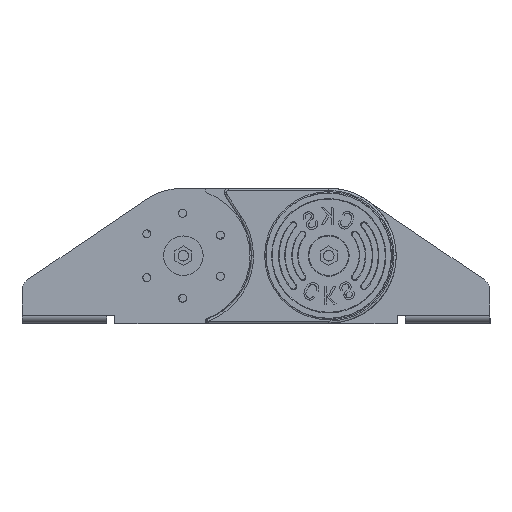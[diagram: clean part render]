
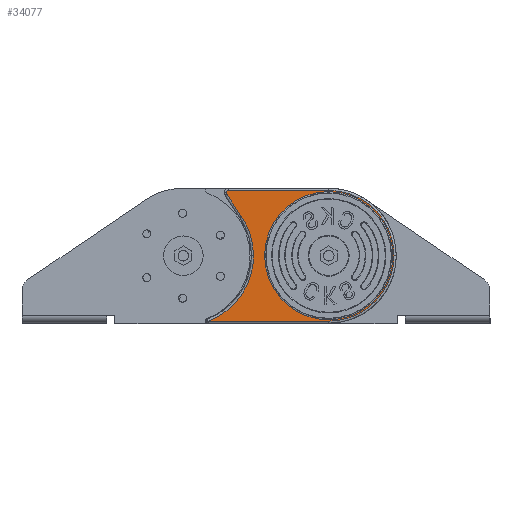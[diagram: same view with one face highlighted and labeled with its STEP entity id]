
A CAD part, top view. The second image highlights one B-rep face of the part: STEP entity #34077.
In plain terms, the highlighted planar face has unit normal (0, 0, 1).
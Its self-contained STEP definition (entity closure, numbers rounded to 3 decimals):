
#36 = EDGE_CURVE ( 'NONE', #12373, #47356, #26609, .T. ) ;
#1539 = CARTESIAN_POINT ( 'NONE',  ( -14.955, -41.573, -78.955 ) ) ;
#2158 = VERTEX_POINT ( 'NONE', #20550 ) ;
#2292 = VECTOR ( 'NONE', #8893, 1000. ) ;
#2322 = CARTESIAN_POINT ( 'NONE',  ( -20.142, 49.615, -78.955 ) ) ;
#2952 = CARTESIAN_POINT ( 'NONE',  ( 55.708, 0.201, -78.955 ) ) ;
#3556 = CARTESIAN_POINT ( 'NONE',  ( -1.172, 0.201, -78.955 ) ) ;
#3563 = FACE_OUTER_BOUND ( 'NONE', #53887, .T. ) ;
#3616 = ORIENTED_EDGE ( 'NONE', *, *, #49328, .F. ) ;
#3654 = CARTESIAN_POINT ( 'NONE',  ( 55.708, -49.213, -78.955 ) ) ;
#3720 = CARTESIAN_POINT ( 'NONE',  ( 53.986, -49.213, -78.955 ) ) ;
#4064 =( BOUNDED_CURVE ( )  B_SPLINE_CURVE ( 3, ( #24076, #19093, #41002, #6079 ),
 .UNSPECIFIED., .F., .T. ) 
 B_SPLINE_CURVE_WITH_KNOTS ( ( 4, 4 ),
 ( 0., 0.287 ),
 .UNSPECIFIED. ) 
 CURVE ( )  GEOMETRIC_REPRESENTATION_ITEM ( )  RATIONAL_B_SPLINE_CURVE ( ( 1., 0.9, 0.828, 0.786 ) ) 
 REPRESENTATION_ITEM ( '' )  );
#4930 = VERTEX_POINT ( 'NONE', #40934 ) ;
#5345 = CARTESIAN_POINT ( 'NONE',  ( -1.172, -23.39, -78.955 ) ) ;
#6079 = CARTESIAN_POINT ( 'NONE',  ( -21.789, 47.968, -78.955 ) ) ;
#6171 = VERTEX_POINT ( 'NONE', #44329 ) ;
#6330 = CARTESIAN_POINT ( 'NONE',  ( 46.749, -57.734, -78.955 ) ) ;
#6898 = ORIENTED_EDGE ( 'NONE', *, *, #45937, .F. ) ;
#7881 = CARTESIAN_POINT ( 'NONE',  ( 55.708, 49.615, -78.955 ) ) ;
#8893 = DIRECTION ( 'NONE',  ( 1., 0., 0. ) ) ;
#8960 = VERTEX_POINT ( 'NONE', #38425 ) ;
#8992 = EDGE_CURVE ( 'NONE', #8960, #2158, #41239, .T. ) ;
#9949 =( BOUNDED_CURVE ( )  B_SPLINE_CURVE ( 3, ( #3556, #11979, #33921, #39278 ),
 .UNSPECIFIED., .F., .F. ) 
 B_SPLINE_CURVE_WITH_KNOTS ( ( 4, 4 ),
 ( 0.659, 1. ),
 .UNSPECIFIED. ) 
 CURVE ( )  GEOMETRIC_REPRESENTATION_ITEM ( )  RATIONAL_B_SPLINE_CURVE ( ( 0.827, 0.855, 0.913, 1. ) ) 
 REPRESENTATION_ITEM ( '' )  );
#10212 = EDGE_CURVE ( 'NONE', #46847, #8960, #54282, .T. ) ;
#10821 = CIRCLE ( 'NONE', #42922, 48.481 ) ;
#10825 = CARTESIAN_POINT ( 'NONE',  ( 104.189, 0.201, -78.955 ) ) ;
#11979 = CARTESIAN_POINT ( 'NONE',  ( -1.172, 11.251, -78.955 ) ) ;
#12373 = VERTEX_POINT ( 'NONE', #41438 ) ;
#13694 = ORIENTED_EDGE ( 'NONE', *, *, #27791, .F. ) ;
#14280 = CARTESIAN_POINT ( 'NONE',  ( 105.122, -32.742, -78.955 ) ) ;
#14661 = CARTESIAN_POINT ( 'NONE',  ( 55.708, 0.201, -78.955 ) ) ;
#14672 = ORIENTED_EDGE ( 'NONE', *, *, #10212, .F. ) ;
#14734 = EDGE_CURVE ( 'NONE', #43695, #21044, #38513, .T. ) ;
#16273 =( BOUNDED_CURVE ( )  B_SPLINE_CURVE ( 3, ( #40269, #14280, #44301, #18323 ),
 .UNSPECIFIED., .F., .T. ) 
 B_SPLINE_CURVE_WITH_KNOTS ( ( 4, 4 ),
 ( 0.5, 1. ),
 .UNSPECIFIED. ) 
 CURVE ( )  GEOMETRIC_REPRESENTATION_ITEM ( )  RATIONAL_B_SPLINE_CURVE ( ( 0.5, 0.5, 0.667, 1. ) ) 
 REPRESENTATION_ITEM ( '' )  );
#16278 = VECTOR ( 'NONE', #25546, 1000. ) ;
#17872 = ORIENTED_EDGE ( 'NONE', *, *, #14734, .F. ) ;
#17958 = FACE_BOUND ( 'NONE', #49258, .T. ) ;
#18323 = CARTESIAN_POINT ( 'NONE',  ( 55.708, -49.213, -78.955 ) ) ;
#19093 = CARTESIAN_POINT ( 'NONE',  ( -21.69, 47.327, -78.955 ) ) ;
#20149 = DIRECTION ( 'NONE',  ( 0., 0., -1. ) ) ;
#20499 = CARTESIAN_POINT ( 'NONE',  ( -21.789, 47.968, -78.955 ) ) ;
#20550 = CARTESIAN_POINT ( 'NONE',  ( 105.122, 0.201, -78.955 ) ) ;
#20895 = DIRECTION ( 'NONE',  ( 1., 0., 0. ) ) ;
#21044 = VERTEX_POINT ( 'NONE', #54281 ) ;
#21334 = DIRECTION ( 'NONE',  ( 0., 0., 1. ) ) ;
#23159 = CARTESIAN_POINT ( 'NONE',  ( -1.172, 0.201, -78.955 ) ) ;
#23981 = EDGE_CURVE ( 'NONE', #32930, #12373, #42923, .T. ) ;
#24076 = CARTESIAN_POINT ( 'NONE',  ( -21.522, 47.069, -78.955 ) ) ;
#24746 = VERTEX_POINT ( 'NONE', #10825 ) ;
#24922 = VECTOR ( 'NONE', #50082, 1000. ) ;
#25487 = CARTESIAN_POINT ( 'NONE',  ( 105.122, 0.201, -78.955 ) ) ;
#25546 = DIRECTION ( 'NONE',  ( -1., 0., 0. ) ) ;
#26609 =( BOUNDED_CURVE ( )  B_SPLINE_CURVE ( 3, ( #49256, #1539, #5345, #23159 ),
 .UNSPECIFIED., .F., .F. ) 
 B_SPLINE_CURVE_WITH_KNOTS ( ( 4, 4 ),
 ( 0., 0.659 ),
 .UNSPECIFIED. ) 
 CURVE ( )  GEOMETRIC_REPRESENTATION_ITEM ( )  RATIONAL_B_SPLINE_CURVE ( ( 1., 0.831, 0.773, 0.827 ) ) 
 REPRESENTATION_ITEM ( '' )  );
#27303 = CARTESIAN_POINT ( 'NONE',  ( -20.142, 49.615, -78.955 ) ) ;
#27791 = EDGE_CURVE ( 'NONE', #4930, #24746, #10821, .T. ) ;
#29282 = CARTESIAN_POINT ( 'NONE',  ( 80.415, 49.615, -78.955 ) ) ;
#31449 = EDGE_CURVE ( 'NONE', #21044, #6171, #4064, .T. ) ;
#32930 = VERTEX_POINT ( 'NONE', #3654 ) ;
#33785 = ORIENTED_EDGE ( 'NONE', *, *, #8992, .F. ) ;
#33921 = CARTESIAN_POINT ( 'NONE',  ( -4.536, 21.427, -78.955 ) ) ;
#34077 = ADVANCED_FACE ( 'NONE', ( #3563, #17958 ), #55261, .F. ) ;
#35038 = CARTESIAN_POINT ( 'NONE',  ( 53.986, 49.615, -78.955 ) ) ;
#36739 = CARTESIAN_POINT ( 'NONE',  ( -1.172, 0.201, -78.955 ) ) ;
#37101 = EDGE_CURVE ( 'NONE', #2158, #32930, #16273, .T. ) ;
#37423 = CARTESIAN_POINT ( 'NONE',  ( -21.789, 48.98, -78.955 ) ) ;
#38425 = CARTESIAN_POINT ( 'NONE',  ( 55.708, 49.615, -78.955 ) ) ;
#38513 = LINE ( 'NONE', #6330, #24922 ) ;
#39278 = CARTESIAN_POINT ( 'NONE',  ( -10.383, 29.97, -78.955 ) ) ;
#40269 = CARTESIAN_POINT ( 'NONE',  ( 105.122, 0.201, -78.955 ) ) ;
#40934 = CARTESIAN_POINT ( 'NONE',  ( 7.228, 0.201, -78.955 ) ) ;
#41002 = CARTESIAN_POINT ( 'NONE',  ( -21.789, 47.633, -78.955 ) ) ;
#41239 =( BOUNDED_CURVE ( )  B_SPLINE_CURVE ( 3, ( #7881, #29282, #55661, #25487 ),
 .UNSPECIFIED., .F., .F. ) 
 B_SPLINE_CURVE_WITH_KNOTS ( ( 4, 4 ),
 ( 0., 0.5 ),
 .UNSPECIFIED. ) 
 CURVE ( )  GEOMETRIC_REPRESENTATION_ITEM ( )  RATIONAL_B_SPLINE_CURVE ( ( 1., 0.667, 0.5, 0.5 ) ) 
 REPRESENTATION_ITEM ( '' )  );
#41387 = DIRECTION ( 'NONE',  ( 0., 0., 1. ) ) ;
#41438 = CARTESIAN_POINT ( 'NONE',  ( -35.538, -49.213, -78.955 ) ) ;
#42922 = AXIS2_PLACEMENT_3D ( 'NONE', #2952, #21334, #55514 ) ;
#42923 = LINE ( 'NONE', #3720, #16278 ) ;
#43695 = VERTEX_POINT ( 'NONE', #48211 ) ;
#44301 = CARTESIAN_POINT ( 'NONE',  ( 80.415, -49.213, -78.955 ) ) ;
#44329 = CARTESIAN_POINT ( 'NONE',  ( -21.789, 47.968, -78.955 ) ) ;
#44859 = AXIS2_PLACEMENT_3D ( 'NONE', #14661, #41387, #49615 ) ;
#45937 = EDGE_CURVE ( 'NONE', #6171, #46847, #47051, .T. ) ;
#46847 = VERTEX_POINT ( 'NONE', #27303 ) ;
#46905 = EDGE_CURVE ( 'NONE', #24746, #4930, #52881, .T. ) ;
#47051 =( BOUNDED_CURVE ( )  B_SPLINE_CURVE ( 3, ( #20499, #37423, #50662, #2322 ),
 .UNSPECIFIED., .F., .T. ) 
 B_SPLINE_CURVE_WITH_KNOTS ( ( 4, 4 ),
 ( 0.287, 1. ),
 .UNSPECIFIED. ) 
 CURVE ( )  GEOMETRIC_REPRESENTATION_ITEM ( )  RATIONAL_B_SPLINE_CURVE ( ( 0.786, 0.68, 0.751, 1. ) ) 
 REPRESENTATION_ITEM ( '' )  );
#47356 = VERTEX_POINT ( 'NONE', #36739 ) ;
#48211 = CARTESIAN_POINT ( 'NONE',  ( -10.383, 29.97, -78.955 ) ) ;
#49256 = CARTESIAN_POINT ( 'NONE',  ( -35.538, -49.213, -78.955 ) ) ;
#49258 = EDGE_LOOP ( 'NONE', ( #55097, #13694 ) ) ;
#49328 = EDGE_CURVE ( 'NONE', #47356, #43695, #9949, .T. ) ;
#49615 = DIRECTION ( 'NONE',  ( 0., 1., 0. ) ) ;
#50082 = DIRECTION ( 'NONE',  ( -0.546, 0.838, 0. ) ) ;
#50662 = CARTESIAN_POINT ( 'NONE',  ( -21.058, 49.615, -78.955 ) ) ;
#51034 = ORIENTED_EDGE ( 'NONE', *, *, #36, .F. ) ;
#51231 = CARTESIAN_POINT ( 'NONE',  ( 53.986, -50.877, -78.955 ) ) ;
#52665 = ORIENTED_EDGE ( 'NONE', *, *, #23981, .F. ) ;
#52881 = CIRCLE ( 'NONE', #44859, 48.481 ) ;
#53233 = ORIENTED_EDGE ( 'NONE', *, *, #37101, .F. ) ;
#53887 = EDGE_LOOP ( 'NONE', ( #52665, #53233, #33785, #14672, #6898, #55675, #17872, #3616, #51034 ) ) ;
#54281 = CARTESIAN_POINT ( 'NONE',  ( -21.522, 47.069, -78.955 ) ) ;
#54282 = LINE ( 'NONE', #35038, #2292 ) ;
#54612 = AXIS2_PLACEMENT_3D ( 'NONE', #51231, #20149, #20895 ) ;
#55097 = ORIENTED_EDGE ( 'NONE', *, *, #46905, .F. ) ;
#55261 = PLANE ( 'NONE',  #54612 ) ;
#55514 = DIRECTION ( 'NONE',  ( 0., 1., 0. ) ) ;
#55661 = CARTESIAN_POINT ( 'NONE',  ( 105.122, 33.144, -78.955 ) ) ;
#55675 = ORIENTED_EDGE ( 'NONE', *, *, #31449, .F. ) ;
